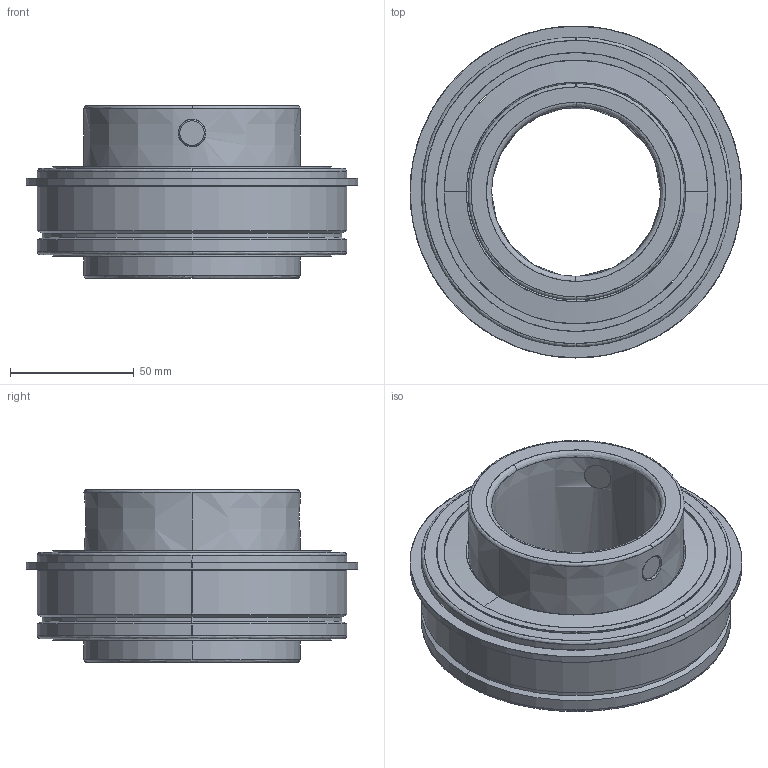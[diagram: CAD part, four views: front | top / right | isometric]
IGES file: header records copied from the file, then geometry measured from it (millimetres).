
Start section: SolidWorks IGES file using analytic representation for surfaces
Global section: file name: ERDEFAU0812101328099.igs; native system: SolidWorks 2017; preprocessor: SolidWorks 2017; author: partstream; date: 170812.100134; units: millimetre
Bounding box: 134.14 x 134.14 x 69.85 mm (x, y, z)
Surface area: 62571.9 mm2 (no closed solid volume)
Topology: 0 solids, 0 shells, 79 faces, 1924 edges, 1932 vertices
Faces by surface type: revolution 46, bspline 33
